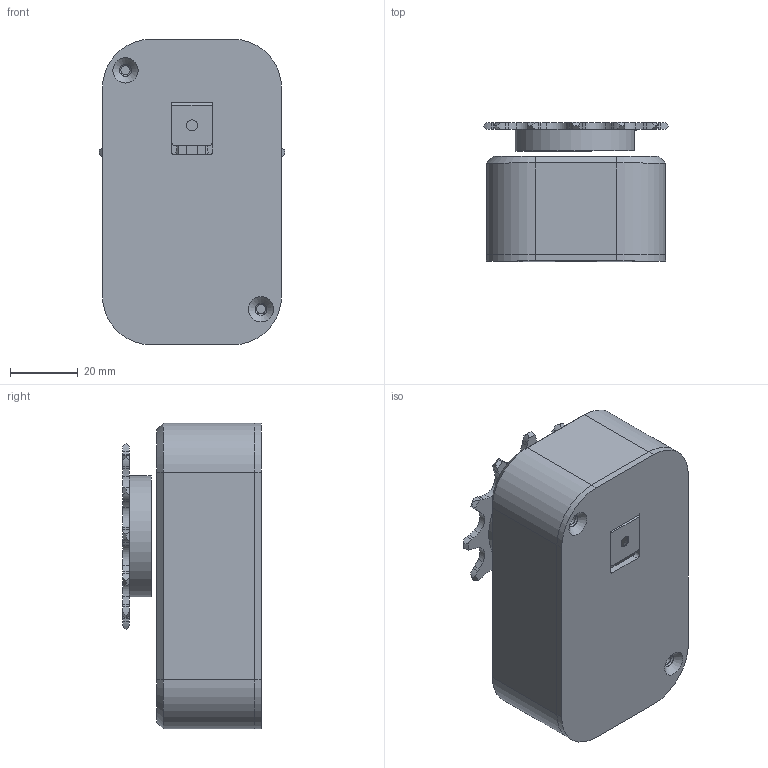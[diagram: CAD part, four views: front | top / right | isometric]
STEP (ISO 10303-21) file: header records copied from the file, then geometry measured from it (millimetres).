
FILE_DESCRIPTION(/* description */ (''),/* implementation_level */ '2;1');
FILE_NAME(/* name */ 'Chain Clock v11 Body.step',/* time_stamp */ '2023-02-20T13:15:54+01:00',/* author */ (''),/* organization */ (''),/* preprocessor_version */ 'ST-DEVELOPER v19.2',/* originating_system */ 'Autodesk Translation Framework v11.17.0.187',/* authorisation */ '');
FILE_SCHEMA (('AUTOMOTIVE_DESIGN { 1 0 10303 214 3 1 1 }'));
Length unit declared in the file: millimetre
Products named in the file (2): Chain Clock; 6280K661_Roller Chain Sprocket
Assembly tree (1 placements, depth 2):
  Chain Clock
    6280K661_Roller Chain Sprocket
Bounding box: 54.99 x 41 x 90.45 mm (x, y, z)
Volume: 41380.8 mm3; surface area: 39820 mm2
Topology: 5 solids, 5 shells, 276 faces, 713 edges, 457 vertices
Faces by surface type: plane 133, cylinder 96, cone 47
Full cylindrical faces by diameter (mm): 2.7 x2, 3.3 x1, 3.5 x1, 3.6 x1, 9.5 x1
Entity records: 8548 total; most frequent: CARTESIAN_POINT 1601, DIRECTION 1464, ORIENTED_EDGE 1418, EDGE_CURVE 709, AXIS2_PLACEMENT_3D 528, VERTEX_POINT 457, LINE 408, VECTOR 408
